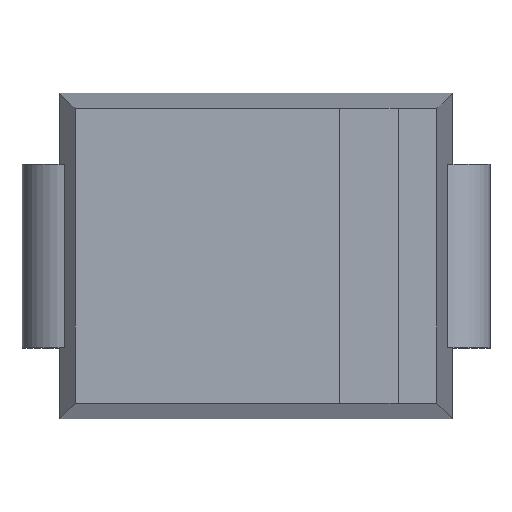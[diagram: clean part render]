
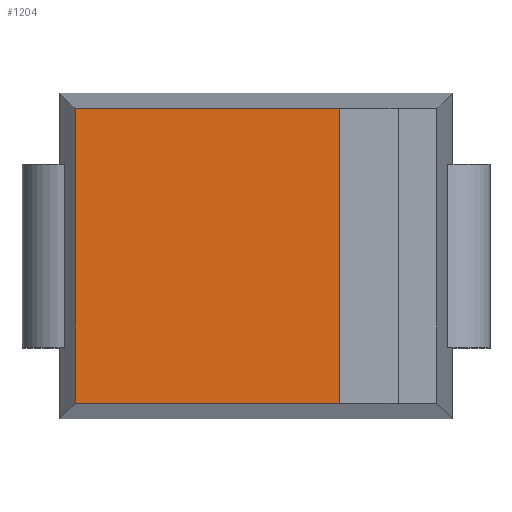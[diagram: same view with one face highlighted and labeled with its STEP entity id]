
A CAD part, top view. The second image highlights one B-rep face of the part: STEP entity #1204.
In plain terms, the highlighted planar face has unit normal (0, 0, 1).
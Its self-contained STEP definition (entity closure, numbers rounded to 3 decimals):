
#14 = DIRECTION ( 'NONE',  ( 0., 0., 1. ) ) ;
#30 = VECTOR ( 'NONE', #64, 1000. ) ;
#64 = DIRECTION ( 'NONE',  ( 0., -1., 0. ) ) ;
#185 = DIRECTION ( 'NONE',  ( 1., 0., 0. ) ) ;
#195 = CARTESIAN_POINT ( 'NONE',  ( -2.164, -1.95, 2.65 ) ) ;
#200 = VERTEX_POINT ( 'NONE', #1263 ) ;
#330 = LINE ( 'NONE', #739, #698 ) ;
#355 = LINE ( 'NONE', #195, #30 ) ;
#376 = AXIS2_PLACEMENT_3D ( 'NONE', #1631, #14, #855 ) ;
#383 = PLANE ( 'NONE',  #376 ) ;
#393 = FACE_OUTER_BOUND ( 'NONE', #836, .T. ) ;
#412 = ORIENTED_EDGE ( 'NONE', *, *, #502, .T. ) ;
#462 = VECTOR ( 'NONE', #1486, 1000. ) ;
#470 = VERTEX_POINT ( 'NONE', #675 ) ;
#499 = VECTOR ( 'NONE', #807, 1000. ) ;
#502 = EDGE_CURVE ( 'NONE', #1382, #470, #355, .T. ) ;
#587 = CARTESIAN_POINT ( 'NONE',  ( 1., -1.95, 2.65 ) ) ;
#675 = CARTESIAN_POINT ( 'NONE',  ( -2.164, -1.764, 2.65 ) ) ;
#698 = VECTOR ( 'NONE', #185, 1000. ) ;
#725 = EDGE_CURVE ( 'NONE', #470, #1538, #330, .T. ) ;
#739 = CARTESIAN_POINT ( 'NONE',  ( -2.164, -1.764, 2.65 ) ) ;
#807 = DIRECTION ( 'NONE',  ( -1., 0., 0. ) ) ;
#836 = EDGE_LOOP ( 'NONE', ( #412, #952, #1500, #1046 ) ) ;
#855 = DIRECTION ( 'NONE',  ( 1., 0., 0. ) ) ;
#952 = ORIENTED_EDGE ( 'NONE', *, *, #725, .T. ) ;
#977 = CARTESIAN_POINT ( 'NONE',  ( -2.164, 1.764, 2.65 ) ) ;
#1046 = ORIENTED_EDGE ( 'NONE', *, *, #1658, .T. ) ;
#1052 = EDGE_CURVE ( 'NONE', #1538, #200, #1892, .T. ) ;
#1204 = ADVANCED_FACE ( 'NONE', ( #393 ), #383, .T. ) ;
#1263 = CARTESIAN_POINT ( 'NONE',  ( 1., 1.764, 2.65 ) ) ;
#1382 = VERTEX_POINT ( 'NONE', #1409 ) ;
#1400 = LINE ( 'NONE', #977, #499 ) ;
#1409 = CARTESIAN_POINT ( 'NONE',  ( -2.164, 1.764, 2.65 ) ) ;
#1486 = DIRECTION ( 'NONE',  ( 0., 1., 0. ) ) ;
#1500 = ORIENTED_EDGE ( 'NONE', *, *, #1052, .T. ) ;
#1538 = VERTEX_POINT ( 'NONE', #1893 ) ;
#1631 = CARTESIAN_POINT ( 'NONE',  ( -2.164, -1.95, 2.65 ) ) ;
#1658 = EDGE_CURVE ( 'NONE', #200, #1382, #1400, .T. ) ;
#1892 = LINE ( 'NONE', #587, #462 ) ;
#1893 = CARTESIAN_POINT ( 'NONE',  ( 1., -1.764, 2.65 ) ) ;
